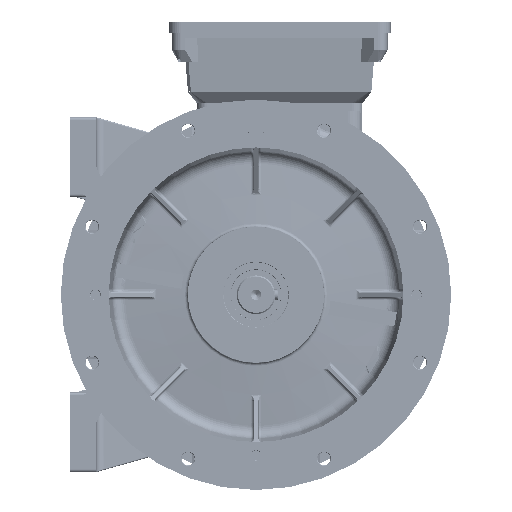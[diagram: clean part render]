
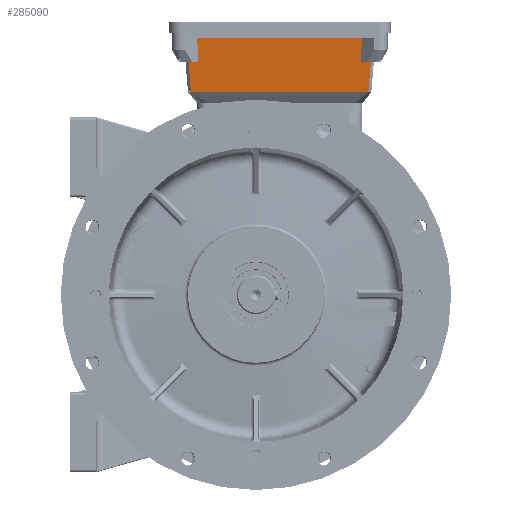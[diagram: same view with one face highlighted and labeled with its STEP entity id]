
A CAD part, left-side view. The second image highlights one B-rep face of the part: STEP entity #285090.
In plain terms, the highlighted face is planar.
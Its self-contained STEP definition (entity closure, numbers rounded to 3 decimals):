
#653 = EDGE_LOOP ( 'NONE', ( #242424, #131169, #70803, #17148, #139602, #215482, #130832, #305221 ) ) ;
#2326 = LINE ( 'NONE', #175313, #274692 ) ;
#3803 = CARTESIAN_POINT ( 'NONE',  ( 297.5, -22.5, 121. ) ) ;
#6704 = CARTESIAN_POINT ( 'NONE',  ( 290., -15., 30. ) ) ;
#12927 = DIRECTION ( 'NONE',  ( -0.082, -0.082, 0.993 ) ) ;
#13560 = CARTESIAN_POINT ( 'NONE',  ( 0.127, -22.5, 121. ) ) ;
#17148 = ORIENTED_EDGE ( 'NONE', *, *, #186326, .T. ) ;
#19604 = EDGE_CURVE ( 'NONE', #27079, #185306, #95511, .T. ) ;
#22845 = DIRECTION ( 'NONE',  ( 1., 0., 0. ) ) ;
#27079 = VERTEX_POINT ( 'NONE', #184741 ) ;
#42387 = LINE ( 'NONE', #107409, #160715 ) ;
#65263 = EDGE_CURVE ( 'NONE', #292386, #86039, #237967, .T. ) ;
#70500 = VERTEX_POINT ( 'NONE', #218678 ) ;
#70803 = ORIENTED_EDGE ( 'NONE', *, *, #220449, .F. ) ;
#73675 = CARTESIAN_POINT ( 'NONE',  ( 290., -15., 30. ) ) ;
#78248 = DIRECTION ( 'NONE',  ( -1., 0., 0. ) ) ;
#86039 = VERTEX_POINT ( 'NONE', #178905 ) ;
#86489 = CARTESIAN_POINT ( 'NONE',  ( 2.048, -20.58, 97.7 ) ) ;
#92325 = VECTOR ( 'NONE', #258791, 1000. ) ;
#95511 = LINE ( 'NONE', #144919, #156995 ) ;
#95824 = VECTOR ( 'NONE', #78248, 1000. ) ;
#98079 = DIRECTION ( 'NONE',  ( 0., -0.082, 0.997 ) ) ;
#106162 = EDGE_CURVE ( 'NONE', #86039, #70500, #193880, .T. ) ;
#107409 = CARTESIAN_POINT ( 'NONE',  ( 2.12, -20.507, 96.82 ) ) ;
#113832 = VECTOR ( 'NONE', #261956, 1000. ) ;
#124212 = CARTESIAN_POINT ( 'NONE',  ( 290., -15., 30. ) ) ;
#130832 = ORIENTED_EDGE ( 'NONE', *, *, #260488, .F. ) ;
#131169 = ORIENTED_EDGE ( 'NONE', *, *, #300801, .F. ) ;
#136568 = CARTESIAN_POINT ( 'NONE',  ( 279.873, -22.5, 121. ) ) ;
#139602 = ORIENTED_EDGE ( 'NONE', *, *, #106162, .F. ) ;
#144919 = CARTESIAN_POINT ( 'NONE',  ( 297.5, -20.58, 97.7 ) ) ;
#147476 = DIRECTION ( 'NONE',  ( 0., 0.997, 0.082 ) ) ;
#156995 = VECTOR ( 'NONE', #22845, 1000. ) ;
#160715 = VECTOR ( 'NONE', #201752, 1000. ) ;
#167647 = CARTESIAN_POINT ( 'NONE',  ( 297.5, -20.58, 97.7 ) ) ;
#167667 = FACE_OUTER_BOUND ( 'NONE', #653, .T. ) ;
#169942 = CARTESIAN_POINT ( 'NONE',  ( 279.991, -22.618, 122.433 ) ) ;
#175313 = CARTESIAN_POINT ( 'NONE',  ( -10., -15., 30. ) ) ;
#178905 = CARTESIAN_POINT ( 'NONE',  ( 277.952, -20.58, 97.7 ) ) ;
#184741 = CARTESIAN_POINT ( 'NONE',  ( -15.58, -20.58, 97.7 ) ) ;
#185306 = VERTEX_POINT ( 'NONE', #86489 ) ;
#186326 = EDGE_CURVE ( 'NONE', #275393, #70500, #190732, .T. ) ;
#190732 = LINE ( 'NONE', #6704, #92325 ) ;
#193880 = LINE ( 'NONE', #167647, #113832 ) ;
#201752 = DIRECTION ( 'NONE',  ( -0.082, -0.082, 0.993 ) ) ;
#213755 = VECTOR ( 'NONE', #239120, 1000. ) ;
#214404 = LINE ( 'NONE', #240659, #213755 ) ;
#215482 = ORIENTED_EDGE ( 'NONE', *, *, #65263, .F. ) ;
#218550 = PLANE ( 'NONE',  #265131 ) ;
#218678 = CARTESIAN_POINT ( 'NONE',  ( 295.58, -20.58, 97.7 ) ) ;
#219328 = DIRECTION ( 'NONE',  ( -0.082, 0.082, -0.993 ) ) ;
#220449 = EDGE_CURVE ( 'NONE', #275393, #251156, #262310, .T. ) ;
#227142 = VECTOR ( 'NONE', #219328, 1000. ) ;
#237967 = LINE ( 'NONE', #169942, #227142 ) ;
#238371 = EDGE_CURVE ( 'NONE', #185306, #275941, #42387, .T. ) ;
#239120 = DIRECTION ( 'NONE',  ( 1., 0., 0. ) ) ;
#240659 = CARTESIAN_POINT ( 'NONE',  ( -17.5, -22.5, 121. ) ) ;
#242424 = ORIENTED_EDGE ( 'NONE', *, *, #19604, .F. ) ;
#251156 = VERTEX_POINT ( 'NONE', #293603 ) ;
#258791 = DIRECTION ( 'NONE',  ( 0.082, -0.082, 0.993 ) ) ;
#260488 = EDGE_CURVE ( 'NONE', #275941, #292386, #214404, .T. ) ;
#261956 = DIRECTION ( 'NONE',  ( 1., 0., 0. ) ) ;
#262310 = LINE ( 'NONE', #73675, #95824 ) ;
#265131 = AXIS2_PLACEMENT_3D ( 'NONE', #3803, #147476, #98079 ) ;
#274692 = VECTOR ( 'NONE', #12927, 1000. ) ;
#275393 = VERTEX_POINT ( 'NONE', #124212 ) ;
#275941 = VERTEX_POINT ( 'NONE', #13560 ) ;
#285090 = ADVANCED_FACE ( 'NONE', ( #167667 ), #218550, .F. ) ;
#292386 = VERTEX_POINT ( 'NONE', #136568 ) ;
#293603 = CARTESIAN_POINT ( 'NONE',  ( -10., -15., 30. ) ) ;
#300801 = EDGE_CURVE ( 'NONE', #251156, #27079, #2326, .T. ) ;
#305221 = ORIENTED_EDGE ( 'NONE', *, *, #238371, .F. ) ;
